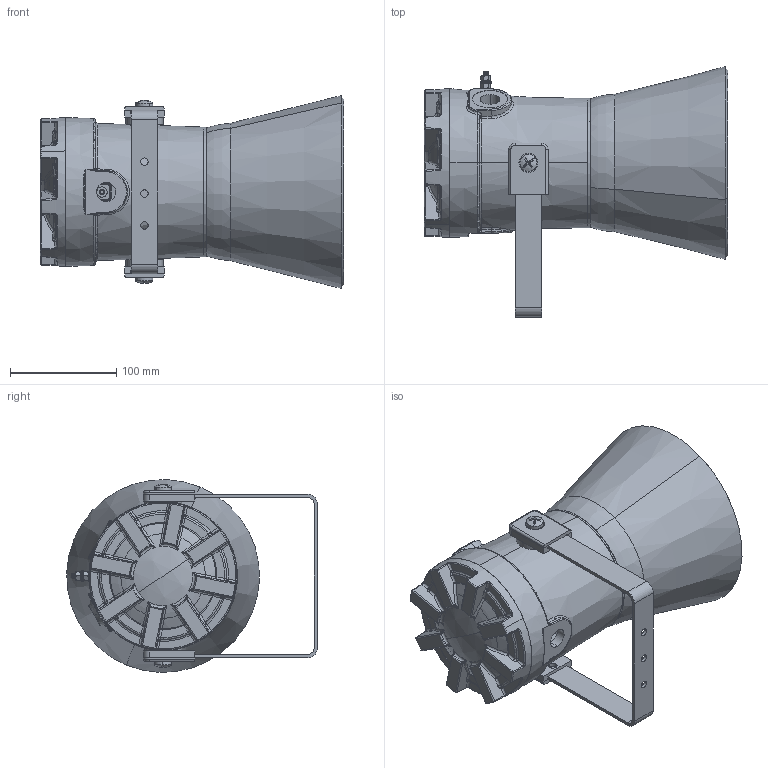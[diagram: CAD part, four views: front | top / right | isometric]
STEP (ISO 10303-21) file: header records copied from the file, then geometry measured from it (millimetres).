
FILE_DESCRIPTION (( 'STEP AP214' ), '1' );
FILE_NAME ('SK0369_Issue_A.STEP', '2015-10-19T10:11:10', ( 'User' ), ( '' ), 'SwSTEP 2.0', 'SolidWorks 2016', '' );
FILE_SCHEMA (( 'AUTOMOTIVE_DESIGN' ));
Length unit declared in the file: millimetre
Products named in the file (1): SK0369_Issue_A
Bounding box: 285.29 x 235.61 x 181.22 mm (x, y, z)
Surface area: 320699.9 mm2 (no closed solid volume)
Topology: 0 solids, 28 shells, 780 faces, 2214 edges, 1404 vertices
Faces by surface type: cylinder 235, bspline 157, plane 154, torus 113, sphere 85, cone 36
Entity records: 45752 total; most frequent: CARTESIAN_POINT 18673, DIRECTION 3766, ORIENTED_EDGE 3754, EDGE_CURVE 2196, AXIS2_PLACEMENT_3D 1528, VERTEX_POINT 1404, CIRCLE 904, EDGE_LOOP 830
